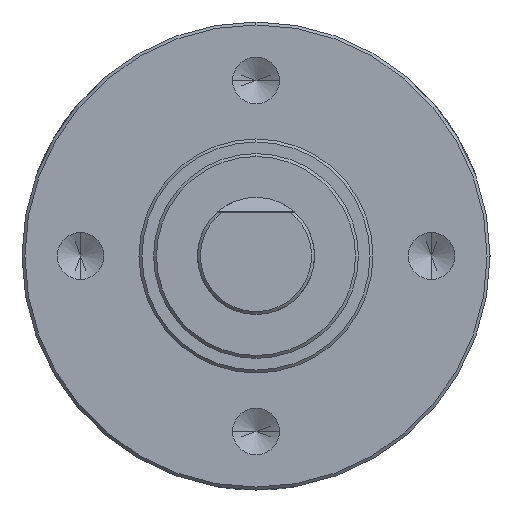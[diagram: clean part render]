
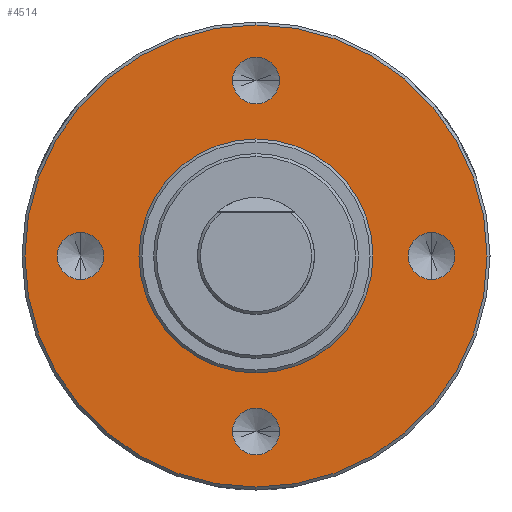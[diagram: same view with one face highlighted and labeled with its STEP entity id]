
A CAD part, left-side view. The second image highlights one B-rep face of the part: STEP entity #4514.
In plain terms, the highlighted planar face has unit normal (-1, 0, 0).
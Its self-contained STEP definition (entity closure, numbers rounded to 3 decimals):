
#734=CARTESIAN_POINT('',(-12.4,0.,0.));
#735=DIRECTION('',(-1.,0.,0.));
#736=DIRECTION('',(0.,0.,1.));
#737=AXIS2_PLACEMENT_3D('',#734,#735,#736);
#739=CARTESIAN_POINT('',(-12.4,0.,0.));
#740=DIRECTION('',(-1.,0.,0.));
#741=DIRECTION('',(0.,0.,-1.));
#742=AXIS2_PLACEMENT_3D('',#739,#740,#741);
#744=CARTESIAN_POINT('',(-12.4,6.,0.));
#745=DIRECTION('',(-1.,0.,0.));
#746=DIRECTION('',(0.,0.,1.));
#747=AXIS2_PLACEMENT_3D('',#744,#745,#746);
#749=CARTESIAN_POINT('',(-12.4,6.,0.));
#750=DIRECTION('',(-1.,0.,0.));
#751=DIRECTION('',(0.,0.,-1.));
#752=AXIS2_PLACEMENT_3D('',#749,#750,#751);
#754=CARTESIAN_POINT('',(-12.4,0.,6.));
#755=DIRECTION('',(-1.,0.,0.));
#756=DIRECTION('',(0.,-1.,0.));
#757=AXIS2_PLACEMENT_3D('',#754,#755,#756);
#759=CARTESIAN_POINT('',(-12.4,0.,6.));
#760=DIRECTION('',(-1.,0.,0.));
#761=DIRECTION('',(0.,1.,0.));
#762=AXIS2_PLACEMENT_3D('',#759,#760,#761);
#764=CARTESIAN_POINT('',(-12.4,-6.,0.));
#765=DIRECTION('',(-1.,0.,0.));
#766=DIRECTION('',(0.,0.,-1.));
#767=AXIS2_PLACEMENT_3D('',#764,#765,#766);
#769=CARTESIAN_POINT('',(-12.4,-6.,0.));
#770=DIRECTION('',(-1.,0.,0.));
#771=DIRECTION('',(0.,0.,1.));
#772=AXIS2_PLACEMENT_3D('',#769,#770,#771);
#774=CARTESIAN_POINT('',(-12.4,0.,-6.));
#775=DIRECTION('',(-1.,0.,0.));
#776=DIRECTION('',(0.,1.,0.));
#777=AXIS2_PLACEMENT_3D('',#774,#775,#776);
#779=CARTESIAN_POINT('',(-12.4,0.,-6.));
#780=DIRECTION('',(-1.,0.,0.));
#781=DIRECTION('',(0.,-1.,0.));
#782=AXIS2_PLACEMENT_3D('',#779,#780,#781);
#1887=CARTESIAN_POINT('',(-12.4,0.,0.));
#1888=DIRECTION('',(-1.,0.,0.));
#1889=DIRECTION('',(0.,0.,1.));
#1890=AXIS2_PLACEMENT_3D('',#1887,#1888,#1889);
#1919=CARTESIAN_POINT('',(-12.4,0.,0.));
#1920=DIRECTION('',(1.,0.,0.));
#1921=DIRECTION('',(0.,0.,1.));
#1922=AXIS2_PLACEMENT_3D('',#1919,#1920,#1921);
#3272=CARTESIAN_POINT('',(-12.4,0.,4.));
#3273=CARTESIAN_POINT('',(-12.4,0.,-4.));
#3274=VERTEX_POINT('',#3272);
#3275=VERTEX_POINT('',#3273);
#3292=CARTESIAN_POINT('',(-12.4,6.,0.8));
#3293=CARTESIAN_POINT('',(-12.4,6.,-0.8));
#3294=VERTEX_POINT('',#3292);
#3295=VERTEX_POINT('',#3293);
#3302=CARTESIAN_POINT('',(-12.4,-0.8,6.));
#3303=CARTESIAN_POINT('',(-12.4,0.8,6.));
#3304=VERTEX_POINT('',#3302);
#3305=VERTEX_POINT('',#3303);
#3312=CARTESIAN_POINT('',(-12.4,-6.,-0.8));
#3313=CARTESIAN_POINT('',(-12.4,-6.,0.8));
#3314=VERTEX_POINT('',#3312);
#3315=VERTEX_POINT('',#3313);
#3322=CARTESIAN_POINT('',(-12.4,0.8,-6.));
#3323=CARTESIAN_POINT('',(-12.4,-0.8,-6.));
#3324=VERTEX_POINT('',#3322);
#3325=VERTEX_POINT('',#3323);
#3350=CARTESIAN_POINT('',(-12.4,0.,7.9));
#3351=CARTESIAN_POINT('',(-12.4,0.,-7.9));
#3352=VERTEX_POINT('',#3350);
#3353=VERTEX_POINT('',#3351);
#4474=CARTESIAN_POINT('',(-12.4,0.,0.));
#4475=DIRECTION('',(1.,0.,0.));
#4476=DIRECTION('',(0.,0.,-1.));
#4477=AXIS2_PLACEMENT_3D('',#4474,#4475,#4476);
#4478=PLANE('',#4477);
#4479=ORIENTED_EDGE('',*,*,#4464,.F.);
#4481=ORIENTED_EDGE('',*,*,#4480,.F.);
#4482=EDGE_LOOP('',(#4479,#4481));
#4483=FACE_OUTER_BOUND('',#4482,.F.);
#4485=ORIENTED_EDGE('',*,*,#4484,.T.);
#4487=ORIENTED_EDGE('',*,*,#4486,.F.);
#4488=EDGE_LOOP('',(#4485,#4487));
#4489=FACE_BOUND('',#4488,.F.);
#4491=ORIENTED_EDGE('',*,*,#4490,.T.);
#4493=ORIENTED_EDGE('',*,*,#4492,.T.);
#4494=EDGE_LOOP('',(#4491,#4493));
#4495=FACE_BOUND('',#4494,.F.);
#4497=ORIENTED_EDGE('',*,*,#4496,.T.);
#4499=ORIENTED_EDGE('',*,*,#4498,.T.);
#4500=EDGE_LOOP('',(#4497,#4499));
#4501=FACE_BOUND('',#4500,.F.);
#4503=ORIENTED_EDGE('',*,*,#4502,.T.);
#4505=ORIENTED_EDGE('',*,*,#4504,.T.);
#4506=EDGE_LOOP('',(#4503,#4505));
#4507=FACE_BOUND('',#4506,.F.);
#4509=ORIENTED_EDGE('',*,*,#4508,.T.);
#4511=ORIENTED_EDGE('',*,*,#4510,.T.);
#4512=EDGE_LOOP('',(#4509,#4511));
#4513=FACE_BOUND('',#4512,.F.);
#4514=ADVANCED_FACE('',(#4483,#4489,#4495,#4501,#4507,#4513),#4478,.F.);
#738=CIRCLE('',#737,7.9);
#743=CIRCLE('',#742,7.9);
#748=CIRCLE('',#747,0.8);
#753=CIRCLE('',#752,0.8);
#758=CIRCLE('',#757,0.8);
#763=CIRCLE('',#762,0.8);
#768=CIRCLE('',#767,0.8);
#773=CIRCLE('',#772,0.8);
#778=CIRCLE('',#777,0.8);
#783=CIRCLE('',#782,0.8);
#1891=CIRCLE('',#1890,4.);
#1923=CIRCLE('',#1922,4.);
#4464=EDGE_CURVE('',#3352,#3353,#738,.T.);
#4480=EDGE_CURVE('',#3353,#3352,#743,.T.);
#4484=EDGE_CURVE('',#3274,#3275,#1891,.T.);
#4486=EDGE_CURVE('',#3274,#3275,#1923,.T.);
#4490=EDGE_CURVE('',#3294,#3295,#748,.T.);
#4492=EDGE_CURVE('',#3295,#3294,#753,.T.);
#4496=EDGE_CURVE('',#3304,#3305,#758,.T.);
#4498=EDGE_CURVE('',#3305,#3304,#763,.T.);
#4502=EDGE_CURVE('',#3314,#3315,#768,.T.);
#4504=EDGE_CURVE('',#3315,#3314,#773,.T.);
#4508=EDGE_CURVE('',#3324,#3325,#778,.T.);
#4510=EDGE_CURVE('',#3325,#3324,#783,.T.);
